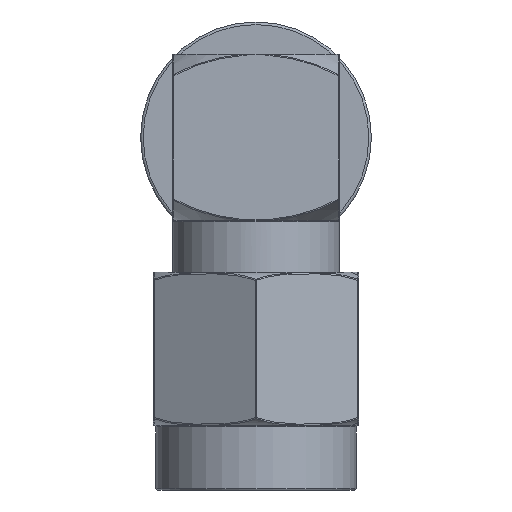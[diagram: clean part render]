
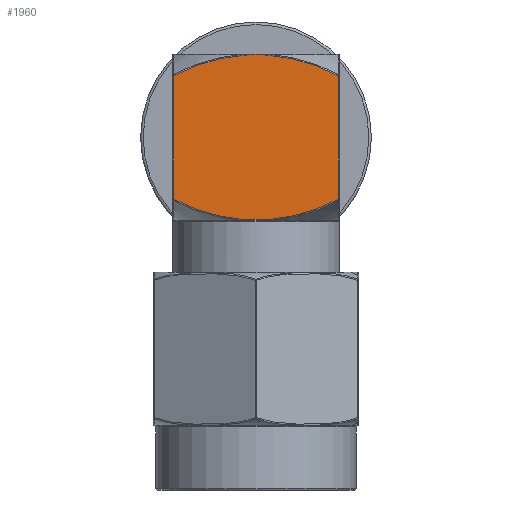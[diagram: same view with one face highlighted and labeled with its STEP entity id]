
A CAD part, front view. The second image highlights one B-rep face of the part: STEP entity #1960.
In plain terms, the highlighted planar face has unit normal (0, -1, 0).
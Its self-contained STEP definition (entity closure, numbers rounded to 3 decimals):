
#57=B_SPLINE_CURVE_WITH_KNOTS('',3,(#4732,#4733,#4734,#4735),
 .UNSPECIFIED.,.F.,.F.,(4,4),(0.,0.),.UNSPECIFIED.);
#58=B_SPLINE_CURVE_WITH_KNOTS('',3,(#4737,#4738,#4739,#4740),
 .UNSPECIFIED.,.F.,.F.,(4,4),(0.,0.),.UNSPECIFIED.);
#185=LINE('',#4728,#225);
#186=LINE('',#4744,#226);
#225=VECTOR('',#2654,4.819);
#226=VECTOR('',#2659,4.819);
#302=PLANE('',#2199);
#382=FACE_OUTER_BOUND('',#532,.T.);
#532=EDGE_LOOP('',(#1533,#1534,#1535,#1536,#1537,#1538,#1539,#1540,#1541,
#1542));
#701=CIRCLE('',#2200,6.734);
#702=CIRCLE('',#2201,6.735);
#703=CIRCLE('',#2202,6.735);
#704=CIRCLE('',#2203,6.735);
#705=CIRCLE('',#2204,6.735);
#706=CIRCLE('',#2205,6.734);
#859=VERTEX_POINT('',#4722);
#860=VERTEX_POINT('',#4723);
#861=VERTEX_POINT('',#4725);
#862=VERTEX_POINT('',#4727);
#863=VERTEX_POINT('',#4729);
#864=VERTEX_POINT('',#4731);
#865=VERTEX_POINT('',#4736);
#866=VERTEX_POINT('',#4741);
#867=VERTEX_POINT('',#4743);
#868=VERTEX_POINT('',#4745);
#1093=EDGE_CURVE('',#859,#860,#701,.T.);
#1094=EDGE_CURVE('',#859,#861,#702,.F.);
#1095=EDGE_CURVE('',#861,#862,#185,.F.);
#1096=EDGE_CURVE('',#862,#863,#703,.F.);
#1097=EDGE_CURVE('',#863,#864,#57,.T.);
#1098=EDGE_CURVE('',#864,#865,#58,.F.);
#1099=EDGE_CURVE('',#865,#866,#704,.F.);
#1100=EDGE_CURVE('',#866,#867,#186,.T.);
#1101=EDGE_CURVE('',#867,#868,#705,.F.);
#1102=EDGE_CURVE('',#860,#868,#706,.T.);
#1533=ORIENTED_EDGE('',*,*,#1093,.F.);
#1534=ORIENTED_EDGE('',*,*,#1094,.T.);
#1535=ORIENTED_EDGE('',*,*,#1095,.T.);
#1536=ORIENTED_EDGE('',*,*,#1096,.T.);
#1537=ORIENTED_EDGE('',*,*,#1097,.T.);
#1538=ORIENTED_EDGE('',*,*,#1098,.T.);
#1539=ORIENTED_EDGE('',*,*,#1099,.T.);
#1540=ORIENTED_EDGE('',*,*,#1100,.T.);
#1541=ORIENTED_EDGE('',*,*,#1101,.T.);
#1542=ORIENTED_EDGE('',*,*,#1102,.F.);
#1960=ADVANCED_FACE('',(#382),#302,.F.);
#2199=AXIS2_PLACEMENT_3D('',#4721,#2648,#2649);
#2200=AXIS2_PLACEMENT_3D('',#4724,#2650,#2651);
#2201=AXIS2_PLACEMENT_3D('',#4726,#2652,#2653);
#2202=AXIS2_PLACEMENT_3D('',#4730,#2655,#2656);
#2203=AXIS2_PLACEMENT_3D('',#4742,#2657,#2658);
#2204=AXIS2_PLACEMENT_3D('',#4746,#2660,#2661);
#2205=AXIS2_PLACEMENT_3D('',#4747,#2662,#2663);
#2648=DIRECTION('center_axis',(0.,1.,0.));
#2649=DIRECTION('ref_axis',(0.,0.,1.));
#2650=DIRECTION('center_axis',(0.,1.,0.));
#2651=DIRECTION('ref_axis',(0.,0.,-1.));
#2652=DIRECTION('center_axis',(0.,1.,0.));
#2653=DIRECTION('ref_axis',(0.,0.,1.));
#2654=DIRECTION('',(0.,0.,-1.));
#2655=DIRECTION('center_axis',(0.,1.,0.));
#2656=DIRECTION('ref_axis',(0.,0.,1.));
#2657=DIRECTION('center_axis',(0.,1.,0.));
#2658=DIRECTION('ref_axis',(0.,0.,1.));
#2659=DIRECTION('',(0.,0.,-1.));
#2660=DIRECTION('center_axis',(0.,1.,0.));
#2661=DIRECTION('ref_axis',(0.,0.,1.));
#2662=DIRECTION('center_axis',(0.,1.,0.));
#2663=DIRECTION('ref_axis',(-0.09,0.,-0.996));
#4721=CARTESIAN_POINT('Origin',(-3.25,-3.25,17.));
#4722=CARTESIAN_POINT('',(0.603,-3.25,10.559));
#4723=CARTESIAN_POINT('',(0.,-3.25,10.532));
#4724=CARTESIAN_POINT('Origin',(0.,-3.25,
17.265));
#4725=CARTESIAN_POINT('',(3.2,-3.25,11.34));
#4726=CARTESIAN_POINT('Origin',(0.,-3.25,17.266));
#4727=CARTESIAN_POINT('',(3.2,-3.25,16.16));
#4728=CARTESIAN_POINT('',(3.2,-3.25,16.16));
#4729=CARTESIAN_POINT('',(0.427,-3.25,16.955));
#4730=CARTESIAN_POINT('Origin',(0.,-3.25,10.234));
#4731=CARTESIAN_POINT('',(0.,-3.25,17.));
#4732=CARTESIAN_POINT('Ctrl Pts',(0.427,-3.25,16.955));
#4733=CARTESIAN_POINT('Ctrl Pts',(0.284,-3.25,16.964));
#4734=CARTESIAN_POINT('Ctrl Pts',(0.142,-3.25,16.982));
#4735=CARTESIAN_POINT('Ctrl Pts',(0.,-3.25,17.));
#4736=CARTESIAN_POINT('',(-0.427,-3.25,16.955));
#4737=CARTESIAN_POINT('Ctrl Pts',(-0.427,-3.25,16.955));
#4738=CARTESIAN_POINT('Ctrl Pts',(-0.284,-3.25,16.964));
#4739=CARTESIAN_POINT('Ctrl Pts',(-0.142,-3.25,16.982));
#4740=CARTESIAN_POINT('Ctrl Pts',(0.,-3.25,17.));
#4741=CARTESIAN_POINT('',(-3.2,-3.25,16.16));
#4742=CARTESIAN_POINT('Origin',(0.,-3.25,10.234));
#4743=CARTESIAN_POINT('',(-3.2,-3.25,11.34));
#4744=CARTESIAN_POINT('',(-3.2,-3.25,16.16));
#4745=CARTESIAN_POINT('',(-0.603,-3.25,10.559));
#4746=CARTESIAN_POINT('Origin',(0.,-3.25,17.266));
#4747=CARTESIAN_POINT('Origin',(0.,-3.25,17.265));
